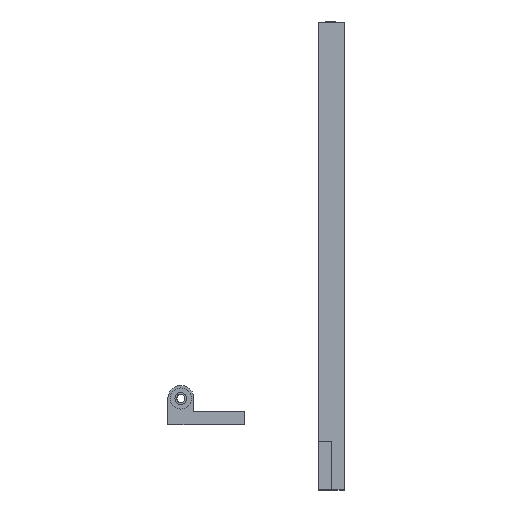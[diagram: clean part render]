
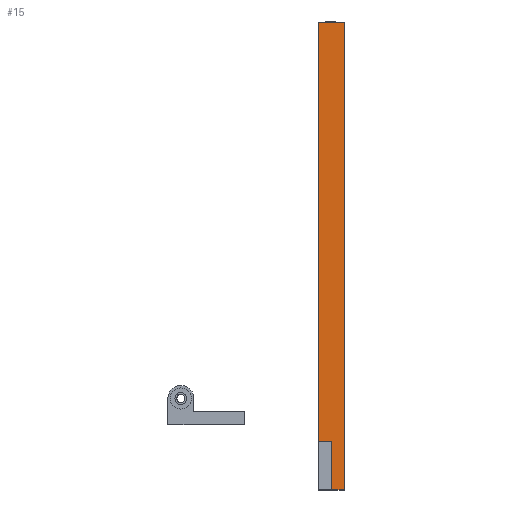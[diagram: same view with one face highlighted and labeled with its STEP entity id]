
A CAD part, front view. The second image highlights one B-rep face of the part: STEP entity #15.
In plain terms, the highlighted planar face has unit normal (0, -1, 0).
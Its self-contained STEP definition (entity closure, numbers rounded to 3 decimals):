
#15 = ADVANCED_FACE ( 'NONE', ( #5401 ), #4039, .F. ) ;
#27 = ORIENTED_EDGE ( 'NONE', *, *, #2497, .F. ) ;
#271 = VECTOR ( 'NONE', #8803, 1000. ) ;
#396 = DIRECTION ( 'NONE',  ( 1., 0., 0. ) ) ;
#468 = VECTOR ( 'NONE', #396, 1000. ) ;
#550 = CARTESIAN_POINT ( 'NONE',  ( -128.63, 0., 3.8 ) ) ;
#594 = EDGE_CURVE ( 'NONE', #8848, #3621, #7224, .T. ) ;
#688 = LINE ( 'NONE', #6182, #5013 ) ;
#879 = DIRECTION ( 'NONE',  ( 0., 0., 1. ) ) ;
#902 = CARTESIAN_POINT ( 'NONE',  ( -128.63, 0., 0. ) ) ;
#967 = DIRECTION ( 'NONE',  ( 0., 1., 0. ) ) ;
#1105 = VECTOR ( 'NONE', #6556, 1000. ) ;
#1799 = CARTESIAN_POINT ( 'NONE',  ( 0., 0., 8. ) ) ;
#1892 = LINE ( 'NONE', #8019, #1105 ) ;
#2461 = CARTESIAN_POINT ( 'NONE',  ( -128.63, 0., 8. ) ) ;
#2497 = EDGE_CURVE ( 'NONE', #7148, #5208, #1892, .T. ) ;
#2509 = EDGE_CURVE ( 'NONE', #8153, #5921, #4700, .T. ) ;
#2539 = VECTOR ( 'NONE', #5058, 1000. ) ;
#3166 = CARTESIAN_POINT ( 'NONE',  ( 0., 0., 0. ) ) ;
#3609 = CARTESIAN_POINT ( 'NONE',  ( 0., 0., 0. ) ) ;
#3620 = CARTESIAN_POINT ( 'NONE',  ( 0., 0., 8. ) ) ;
#3621 = VERTEX_POINT ( 'NONE', #550 ) ;
#3856 = ORIENTED_EDGE ( 'NONE', *, *, #594, .F. ) ;
#3903 = DIRECTION ( 'NONE',  ( 0., 0., -1. ) ) ;
#4039 = PLANE ( 'NONE',  #5066 ) ;
#4681 = EDGE_LOOP ( 'NONE', ( #5083, #7190, #3856, #5552, #27, #9621 ) ) ;
#4700 = LINE ( 'NONE', #3620, #271 ) ;
#4996 = EDGE_CURVE ( 'NONE', #5208, #8848, #688, .T. ) ;
#5013 = VECTOR ( 'NONE', #879, 1000. ) ;
#5058 = DIRECTION ( 'NONE',  ( 0., 0., 1. ) ) ;
#5066 = AXIS2_PLACEMENT_3D ( 'NONE', #8370, #967, #6144 ) ;
#5083 = ORIENTED_EDGE ( 'NONE', *, *, #2509, .T. ) ;
#5208 = VERTEX_POINT ( 'NONE', #8192 ) ;
#5401 = FACE_OUTER_BOUND ( 'NONE', #4681, .T. ) ;
#5552 = ORIENTED_EDGE ( 'NONE', *, *, #4996, .F. ) ;
#5914 = CARTESIAN_POINT ( 'NONE',  ( -143.63, 0., 3.8 ) ) ;
#5921 = VERTEX_POINT ( 'NONE', #2461 ) ;
#6144 = DIRECTION ( 'NONE',  ( -1., 0., 0. ) ) ;
#6182 = CARTESIAN_POINT ( 'NONE',  ( -143.63, 0., 0. ) ) ;
#6487 = LINE ( 'NONE', #3609, #2539 ) ;
#6556 = DIRECTION ( 'NONE',  ( -1., 0., 0. ) ) ;
#7115 = EDGE_CURVE ( 'NONE', #5921, #3621, #8789, .T. ) ;
#7148 = VERTEX_POINT ( 'NONE', #3166 ) ;
#7190 = ORIENTED_EDGE ( 'NONE', *, *, #7115, .T. ) ;
#7224 = LINE ( 'NONE', #7885, #468 ) ;
#7676 = EDGE_CURVE ( 'NONE', #7148, #8153, #6487, .T. ) ;
#7885 = CARTESIAN_POINT ( 'NONE',  ( 0., 0., 3.8 ) ) ;
#8019 = CARTESIAN_POINT ( 'NONE',  ( 0., 0., 0. ) ) ;
#8153 = VERTEX_POINT ( 'NONE', #1799 ) ;
#8192 = CARTESIAN_POINT ( 'NONE',  ( -143.63, 0., 0. ) ) ;
#8370 = CARTESIAN_POINT ( 'NONE',  ( 0., 0., 0. ) ) ;
#8789 = LINE ( 'NONE', #902, #9611 ) ;
#8803 = DIRECTION ( 'NONE',  ( -1., 0., 0. ) ) ;
#8848 = VERTEX_POINT ( 'NONE', #5914 ) ;
#9611 = VECTOR ( 'NONE', #3903, 1000. ) ;
#9621 = ORIENTED_EDGE ( 'NONE', *, *, #7676, .T. ) ;
